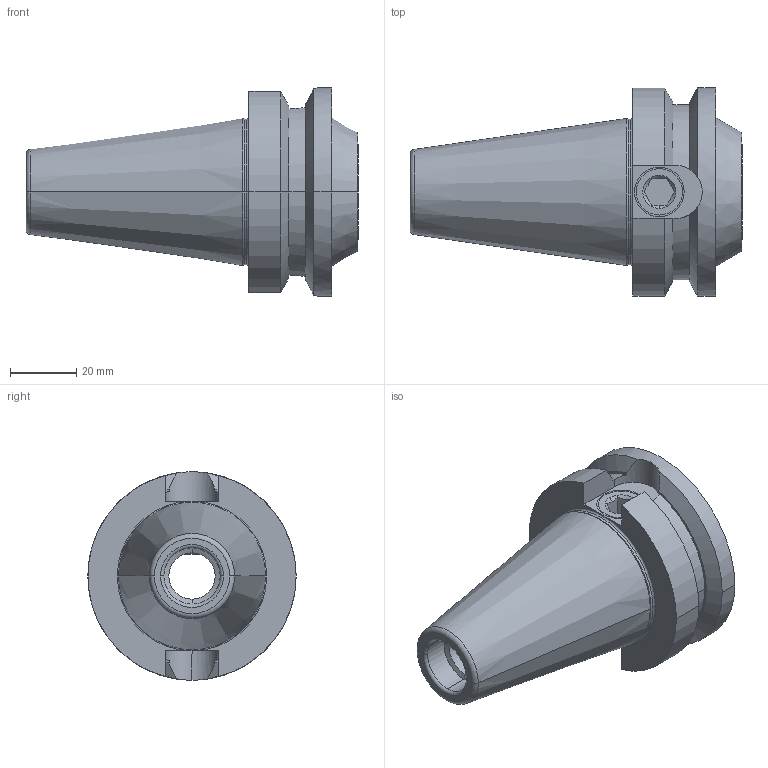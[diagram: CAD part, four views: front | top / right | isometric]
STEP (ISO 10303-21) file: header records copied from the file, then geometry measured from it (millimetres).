
FILE_DESCRIPTION (( 'STEP AP203' ), '1' );
FILE_NAME ('S.B40.0220.35.STEP', '2018-07-01T21:20:35', ( '' ), ( '' ), 'SwSTEP 2.0', 'SolidWorks 2013', '' );
FILE_SCHEMA (( 'CONFIG_CONTROL_DESIGN' ));
Length unit declared in the file: millimetre
Products named in the file (1): S.B40.0220.35
Bounding box: 100.4 x 63 x 63 mm (x, y, z)
Volume: 118510.4 mm3; surface area: 26723.1 mm2
Topology: 2 solids, 2 shells, 85 faces, 209 edges, 131 vertices
Faces by surface type: cylinder 27, plane 26, cone 22, torus 10
Entity records: 2886 total; most frequent: CARTESIAN_POINT 767, DIRECTION 449, ORIENTED_EDGE 414, EDGE_CURVE 207, AXIS2_PLACEMENT_3D 183, VERTEX_POINT 131, CIRCLE 97, EDGE_LOOP 96
